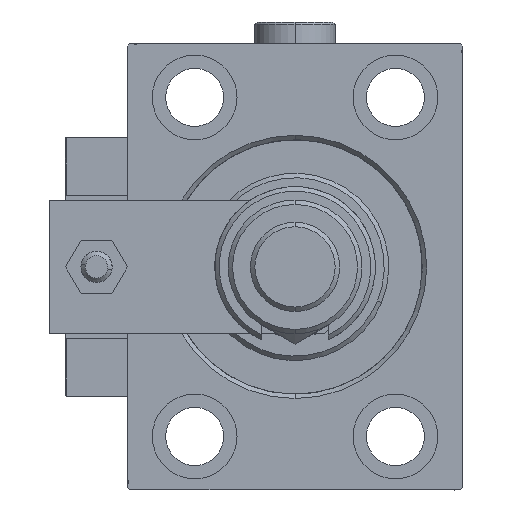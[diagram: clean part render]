
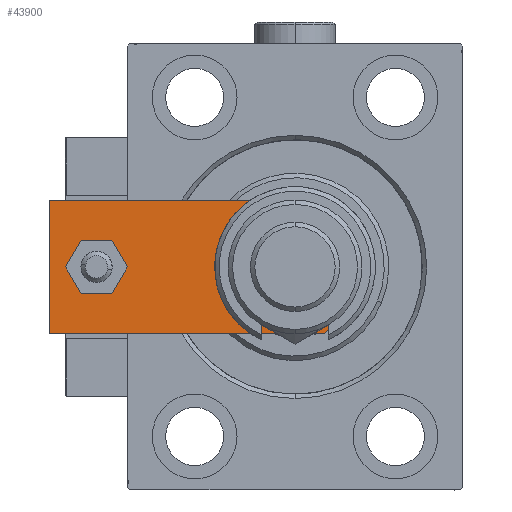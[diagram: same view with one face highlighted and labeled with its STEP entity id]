
A CAD part, left-side view. The second image highlights one B-rep face of the part: STEP entity #43900.
In plain terms, the highlighted face is planar.
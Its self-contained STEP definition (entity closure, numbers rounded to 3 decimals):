
#374 = VERTEX_POINT ( 'NONE', #43538 ) ;
#449 = DIRECTION ( 'NONE',  ( -1., 0., 0. ) ) ;
#593 = CARTESIAN_POINT ( 'NONE',  ( 10., 15., 8. ) ) ;
#611 = EDGE_CURVE ( 'NONE', #51661, #46571, #7041, .T. ) ;
#783 = VECTOR ( 'NONE', #33940, 1000. ) ;
#2549 = EDGE_CURVE ( 'NONE', #374, #11762, #5631, .T. ) ;
#3190 = CARTESIAN_POINT ( 'NONE',  ( 15., 0., 8. ) ) ;
#4165 = VECTOR ( 'NONE', #449, 1000. ) ;
#4853 = CARTESIAN_POINT ( 'NONE',  ( 15., 70., 8. ) ) ;
#5348 = LINE ( 'NONE', #47272, #42470 ) ;
#5631 = LINE ( 'NONE', #23193, #14189 ) ;
#5931 = ORIENTED_EDGE ( 'NONE', *, *, #31595, .F. ) ;
#6671 = CARTESIAN_POINT ( 'NONE',  ( 15., 70., 8. ) ) ;
#6893 = CARTESIAN_POINT ( 'NONE',  ( 0., 15., 8. ) ) ;
#7041 = CIRCLE ( 'NONE', #39672, 4. ) ;
#7166 = CARTESIAN_POINT ( 'NONE',  ( 6.5, 0., 8. ) ) ;
#7241 = DIRECTION ( 'NONE',  ( 1., 0., 0. ) ) ;
#7953 = ORIENTED_EDGE ( 'NONE', *, *, #41845, .F. ) ;
#9574 = PLANE ( 'NONE',  #41191 ) ;
#10387 = FACE_OUTER_BOUND ( 'NONE', #27434, .T. ) ;
#10398 = ORIENTED_EDGE ( 'NONE', *, *, #2549, .T. ) ;
#11258 = ORIENTED_EDGE ( 'NONE', *, *, #36624, .T. ) ;
#11622 = ORIENTED_EDGE ( 'NONE', *, *, #30599, .T. ) ;
#11725 = DIRECTION ( 'NONE',  ( 0., 0., 1. ) ) ;
#11762 = VERTEX_POINT ( 'NONE', #23040 ) ;
#12908 = ORIENTED_EDGE ( 'NONE', *, *, #18894, .T. ) ;
#14108 = CARTESIAN_POINT ( 'NONE',  ( -10., 15., 8. ) ) ;
#14189 = VECTOR ( 'NONE', #17779, 1000. ) ;
#15562 = VERTEX_POINT ( 'NONE', #14108 ) ;
#16045 = VECTOR ( 'NONE', #7241, 1000. ) ;
#16234 = AXIS2_PLACEMENT_3D ( 'NONE', #6893, #44430, #23983 ) ;
#17779 = DIRECTION ( 'NONE',  ( 0.707, -0.707, 0. ) ) ;
#18894 = EDGE_CURVE ( 'NONE', #35796, #41343, #29521, .T. ) ;
#19207 = AXIS2_PLACEMENT_3D ( 'NONE', #41819, #11725, #46471 ) ;
#19671 = CARTESIAN_POINT ( 'NONE',  ( -15., 0., 8. ) ) ;
#20118 = CARTESIAN_POINT ( 'NONE',  ( -15., 70., 8. ) ) ;
#20706 = ORIENTED_EDGE ( 'NONE', *, *, #39570, .T. ) ;
#22537 = FACE_BOUND ( 'NONE', #47592, .T. ) ;
#23040 = CARTESIAN_POINT ( 'NONE',  ( -6.5, 0., 8. ) ) ;
#23193 = CARTESIAN_POINT ( 'NONE',  ( -3.25, -3.25, 8. ) ) ;
#23983 = DIRECTION ( 'NONE',  ( 1., 0., 0. ) ) ;
#25256 = CARTESIAN_POINT ( 'NONE',  ( 0., 59.5, 8. ) ) ;
#25805 = DIRECTION ( 'NONE',  ( 0., 0., 1. ) ) ;
#25925 = EDGE_CURVE ( 'NONE', #11762, #35796, #48641, .T. ) ;
#26386 = DIRECTION ( 'NONE',  ( 0., 0., 1. ) ) ;
#26779 = CARTESIAN_POINT ( 'NONE',  ( 4., 59.5, 8. ) ) ;
#27434 = EDGE_LOOP ( 'NONE', ( #11622, #10398, #28344, #12908, #11258, #20706 ) ) ;
#27956 = VERTEX_POINT ( 'NONE', #6671 ) ;
#28344 = ORIENTED_EDGE ( 'NONE', *, *, #25925, .T. ) ;
#29348 = DIRECTION ( 'NONE',  ( 0., 1., 0. ) ) ;
#29521 = LINE ( 'NONE', #42229, #783 ) ;
#30327 = CIRCLE ( 'NONE', #16234, 10. ) ;
#30599 = EDGE_CURVE ( 'NONE', #50361, #374, #5348, .T. ) ;
#30635 = CARTESIAN_POINT ( 'NONE',  ( 15., 8.5, 8. ) ) ;
#31089 = DIRECTION ( 'NONE',  ( 1., 0., 0. ) ) ;
#31313 = EDGE_LOOP ( 'NONE', ( #43989, #7953 ) ) ;
#31595 = EDGE_CURVE ( 'NONE', #41133, #15562, #38136, .T. ) ;
#31612 = CARTESIAN_POINT ( 'NONE',  ( 0., 0., 8. ) ) ;
#33774 = DIRECTION ( 'NONE',  ( 0., 0., 1. ) ) ;
#33940 = DIRECTION ( 'NONE',  ( 0.707, 0.707, 0. ) ) ;
#34903 = EDGE_CURVE ( 'NONE', #15562, #41133, #30327, .T. ) ;
#35796 = VERTEX_POINT ( 'NONE', #7166 ) ;
#36624 = EDGE_CURVE ( 'NONE', #41343, #27956, #46201, .T. ) ;
#37108 = CARTESIAN_POINT ( 'NONE',  ( -4., 59.5, 8. ) ) ;
#38136 = CIRCLE ( 'NONE', #41651, 10. ) ;
#39116 = FACE_BOUND ( 'NONE', #31313, .T. ) ;
#39120 = ORIENTED_EDGE ( 'NONE', *, *, #34903, .F. ) ;
#39570 = EDGE_CURVE ( 'NONE', #27956, #50361, #42909, .T. ) ;
#39672 = AXIS2_PLACEMENT_3D ( 'NONE', #25256, #25805, #50913 ) ;
#41133 = VERTEX_POINT ( 'NONE', #593 ) ;
#41191 = AXIS2_PLACEMENT_3D ( 'NONE', #31612, #26386, #31089 ) ;
#41343 = VERTEX_POINT ( 'NONE', #30635 ) ;
#41651 = AXIS2_PLACEMENT_3D ( 'NONE', #42610, #33774, #51139 ) ;
#41819 = CARTESIAN_POINT ( 'NONE',  ( 0., 59.5, 8. ) ) ;
#41845 = EDGE_CURVE ( 'NONE', #46571, #51661, #49179, .T. ) ;
#42229 = CARTESIAN_POINT ( 'NONE',  ( 3.25, -3.25, 8. ) ) ;
#42470 = VECTOR ( 'NONE', #43964, 1000. ) ;
#42610 = CARTESIAN_POINT ( 'NONE',  ( 0., 15., 8. ) ) ;
#42909 = LINE ( 'NONE', #4853, #4165 ) ;
#43538 = CARTESIAN_POINT ( 'NONE',  ( -15., 8.5, 8. ) ) ;
#43900 = ADVANCED_FACE ( 'NONE', ( #39116, #10387, #22537 ), #9574, .T. ) ;
#43964 = DIRECTION ( 'NONE',  ( 0., -1., 0. ) ) ;
#43989 = ORIENTED_EDGE ( 'NONE', *, *, #611, .F. ) ;
#44430 = DIRECTION ( 'NONE',  ( 0., 0., 1. ) ) ;
#46201 = LINE ( 'NONE', #3190, #50699 ) ;
#46471 = DIRECTION ( 'NONE',  ( 1., 0., 0. ) ) ;
#46571 = VERTEX_POINT ( 'NONE', #26779 ) ;
#47272 = CARTESIAN_POINT ( 'NONE',  ( -15., 70., 8. ) ) ;
#47592 = EDGE_LOOP ( 'NONE', ( #39120, #5931 ) ) ;
#48641 = LINE ( 'NONE', #19671, #16045 ) ;
#49179 = CIRCLE ( 'NONE', #19207, 4. ) ;
#50361 = VERTEX_POINT ( 'NONE', #20118 ) ;
#50699 = VECTOR ( 'NONE', #29348, 1000. ) ;
#50913 = DIRECTION ( 'NONE',  ( 1., 0., 0. ) ) ;
#51139 = DIRECTION ( 'NONE',  ( 1., 0., 0. ) ) ;
#51661 = VERTEX_POINT ( 'NONE', #37108 ) ;
